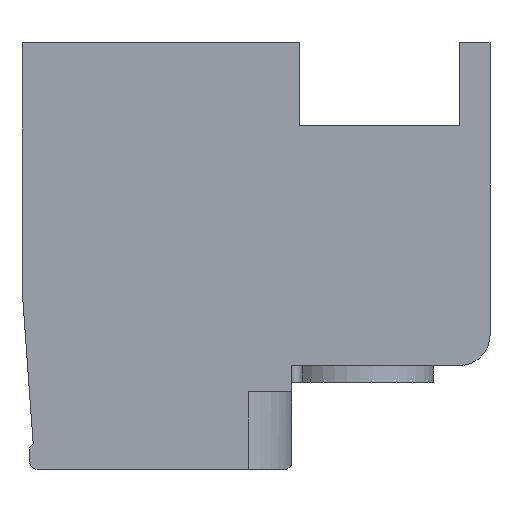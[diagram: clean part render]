
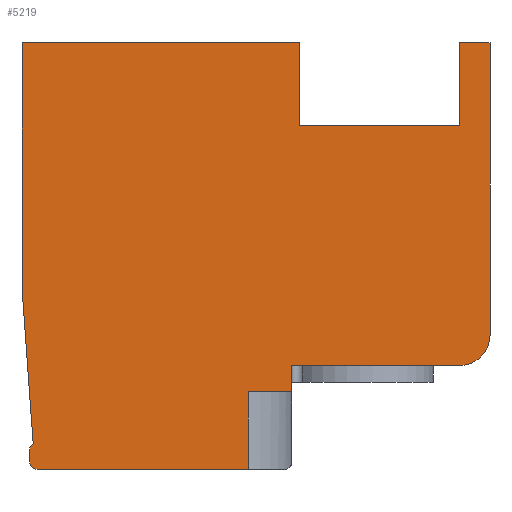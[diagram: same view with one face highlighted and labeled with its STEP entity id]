
A CAD part, front view. The second image highlights one B-rep face of the part: STEP entity #5219.
In plain terms, the highlighted planar face has unit normal (0, -1, 0).
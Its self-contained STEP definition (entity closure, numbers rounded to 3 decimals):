
#1=DIRECTION('',(0.,0.,1.));
#2=VECTOR('',#1,2.05);
#3=CARTESIAN_POINT('',(-0.15,0.,-6.175));
#4=LINE('',#3,#2);
#5=DIRECTION('',(-1.,0.,0.));
#6=VECTOR('',#5,5.6);
#7=CARTESIAN_POINT('',(-0.15,0.,-6.175));
#8=LINE('',#7,#6);
#9=CARTESIAN_POINT('',(-5.75,0.,-5.975));
#10=DIRECTION('',(0.,1.,0.));
#11=DIRECTION('',(0.,0.,-1.));
#12=AXIS2_PLACEMENT_3D('',#9,#10,#11);
#14=DIRECTION('',(0.,0.,1.));
#15=VECTOR('',#14,0.3);
#16=CARTESIAN_POINT('',(-5.95,0.,-5.975));
#17=LINE('',#16,#15);
#18=CARTESIAN_POINT('',(-5.75,0.,-5.675));
#19=DIRECTION('',(0.,1.,0.));
#20=DIRECTION('',(-1.,0.,0.));
#21=AXIS2_PLACEMENT_3D('',#18,#19,#20);
#23=DIRECTION('',(-0.072,0.,0.997));
#24=VECTOR('',#23,4.13);
#25=CARTESIAN_POINT('',(-5.854,0.,-5.504));
#26=LINE('',#25,#24);
#27=DIRECTION('',(0.,0.,1.));
#28=VECTOR('',#27,6.51);
#29=CARTESIAN_POINT('',(-6.15,0.,-1.385));
#30=LINE('',#29,#28);
#31=DIRECTION('',(1.,0.,0.));
#32=VECTOR('',#31,7.35);
#33=CARTESIAN_POINT('',(-6.15,0.,5.125));
#34=LINE('',#33,#32);
#35=DIRECTION('',(0.,0.,-1.));
#36=VECTOR('',#35,2.2);
#37=CARTESIAN_POINT('',(1.2,0.,5.125));
#38=LINE('',#37,#36);
#39=DIRECTION('',(1.,0.,0.));
#40=VECTOR('',#39,4.25);
#41=CARTESIAN_POINT('',(1.2,0.,2.925));
#42=LINE('',#41,#40);
#43=DIRECTION('',(0.,0.,1.));
#44=VECTOR('',#43,2.2);
#45=CARTESIAN_POINT('',(5.45,0.,2.925));
#46=LINE('',#45,#44);
#47=DIRECTION('',(1.,0.,0.));
#48=VECTOR('',#47,0.8);
#49=CARTESIAN_POINT('',(5.45,0.,5.125));
#50=LINE('',#49,#48);
#51=DIRECTION('',(0.,0.,-1.));
#52=VECTOR('',#51,7.75);
#53=CARTESIAN_POINT('',(6.25,0.,5.125));
#54=LINE('',#53,#52);
#55=CARTESIAN_POINT('',(5.45,0.,-2.625));
#56=DIRECTION('',(0.,1.,0.));
#57=DIRECTION('',(1.,0.,0.));
#58=AXIS2_PLACEMENT_3D('',#55,#56,#57);
#60=DIRECTION('',(-1.,0.,0.));
#61=VECTOR('',#60,4.45);
#62=CARTESIAN_POINT('',(5.45,0.,-3.425));
#63=LINE('',#62,#61);
#64=DIRECTION('',(0.,0.,-1.));
#65=VECTOR('',#64,0.7);
#66=CARTESIAN_POINT('',(1.,0.,-3.425));
#67=LINE('',#66,#65);
#68=DIRECTION('',(1.,0.,0.));
#69=VECTOR('',#68,1.15);
#70=CARTESIAN_POINT('',(-0.15,0.,-4.125));
#71=LINE('',#70,#69);
#4010=CARTESIAN_POINT('',(6.25,0.,5.125));
#4011=CARTESIAN_POINT('',(6.25,0.,-2.625));
#4012=VERTEX_POINT('',#4010);
#4013=VERTEX_POINT('',#4011);
#4014=CARTESIAN_POINT('',(5.45,0.,-3.425));
#4015=VERTEX_POINT('',#4014);
#4016=CARTESIAN_POINT('',(1.,0.,-3.425));
#4017=VERTEX_POINT('',#4016);
#4018=CARTESIAN_POINT('',(-5.75,0.,-6.175));
#4019=CARTESIAN_POINT('',(-5.95,0.,-5.975));
#4020=VERTEX_POINT('',#4018);
#4021=VERTEX_POINT('',#4019);
#4022=CARTESIAN_POINT('',(-5.95,0.,-5.675));
#4023=VERTEX_POINT('',#4022);
#4024=CARTESIAN_POINT('',(-5.854,0.,-5.504));
#4025=VERTEX_POINT('',#4024);
#4026=CARTESIAN_POINT('',(-6.15,0.,-1.385));
#4027=VERTEX_POINT('',#4026);
#4028=CARTESIAN_POINT('',(-6.15,0.,5.125));
#4029=VERTEX_POINT('',#4028);
#4030=CARTESIAN_POINT('',(1.2,0.,5.125));
#4031=CARTESIAN_POINT('',(1.2,0.,2.925));
#4032=VERTEX_POINT('',#4030);
#4033=VERTEX_POINT('',#4031);
#4034=CARTESIAN_POINT('',(5.45,0.,2.925));
#4035=VERTEX_POINT('',#4034);
#4036=CARTESIAN_POINT('',(5.45,0.,5.125));
#4037=VERTEX_POINT('',#4036);
#4488=CARTESIAN_POINT('',(-0.15,0.,-6.175));
#4489=CARTESIAN_POINT('',(-0.15,0.,-4.125));
#4490=VERTEX_POINT('',#4488);
#4491=VERTEX_POINT('',#4489);
#4492=CARTESIAN_POINT('',(1.,0.,-4.125));
#4493=VERTEX_POINT('',#4492);
#5178=CARTESIAN_POINT('',(0.,0.,0.));
#5179=DIRECTION('',(0.,1.,0.));
#5180=DIRECTION('',(1.,0.,0.));
#5181=AXIS2_PLACEMENT_3D('',#5178,#5179,#5180);
#5182=PLANE('',#5181);
#5184=ORIENTED_EDGE('',*,*,#5183,.F.);
#5186=ORIENTED_EDGE('',*,*,#5185,.T.);
#5188=ORIENTED_EDGE('',*,*,#5187,.T.);
#5190=ORIENTED_EDGE('',*,*,#5189,.T.);
#5192=ORIENTED_EDGE('',*,*,#5191,.T.);
#5194=ORIENTED_EDGE('',*,*,#5193,.T.);
#5196=ORIENTED_EDGE('',*,*,#5195,.T.);
#5198=ORIENTED_EDGE('',*,*,#5197,.T.);
#5200=ORIENTED_EDGE('',*,*,#5199,.T.);
#5202=ORIENTED_EDGE('',*,*,#5201,.T.);
#5204=ORIENTED_EDGE('',*,*,#5203,.T.);
#5206=ORIENTED_EDGE('',*,*,#5205,.T.);
#5208=ORIENTED_EDGE('',*,*,#5207,.T.);
#5210=ORIENTED_EDGE('',*,*,#5209,.T.);
#5212=ORIENTED_EDGE('',*,*,#5211,.T.);
#5214=ORIENTED_EDGE('',*,*,#5213,.T.);
#5216=ORIENTED_EDGE('',*,*,#5215,.F.);
#5217=EDGE_LOOP('',(#5184,#5186,#5188,#5190,#5192,#5194,#5196,#5198,#5200,#5202,
#5204,#5206,#5208,#5210,#5212,#5214,#5216));
#5218=FACE_OUTER_BOUND('',#5217,.F.);
#5219=ADVANCED_FACE('',(#5218),#5182,.F.);
#13=CIRCLE('',#12,0.2);
#22=CIRCLE('',#21,0.2);
#59=CIRCLE('',#58,0.8);
#5183=EDGE_CURVE('',#4490,#4491,#4,.T.);
#5185=EDGE_CURVE('',#4490,#4020,#8,.T.);
#5187=EDGE_CURVE('',#4020,#4021,#13,.T.);
#5189=EDGE_CURVE('',#4021,#4023,#17,.T.);
#5191=EDGE_CURVE('',#4023,#4025,#22,.T.);
#5193=EDGE_CURVE('',#4025,#4027,#26,.T.);
#5195=EDGE_CURVE('',#4027,#4029,#30,.T.);
#5197=EDGE_CURVE('',#4029,#4032,#34,.T.);
#5199=EDGE_CURVE('',#4032,#4033,#38,.T.);
#5201=EDGE_CURVE('',#4033,#4035,#42,.T.);
#5203=EDGE_CURVE('',#4035,#4037,#46,.T.);
#5205=EDGE_CURVE('',#4037,#4012,#50,.T.);
#5207=EDGE_CURVE('',#4012,#4013,#54,.T.);
#5209=EDGE_CURVE('',#4013,#4015,#59,.T.);
#5211=EDGE_CURVE('',#4015,#4017,#63,.T.);
#5213=EDGE_CURVE('',#4017,#4493,#67,.T.);
#5215=EDGE_CURVE('',#4491,#4493,#71,.T.);
